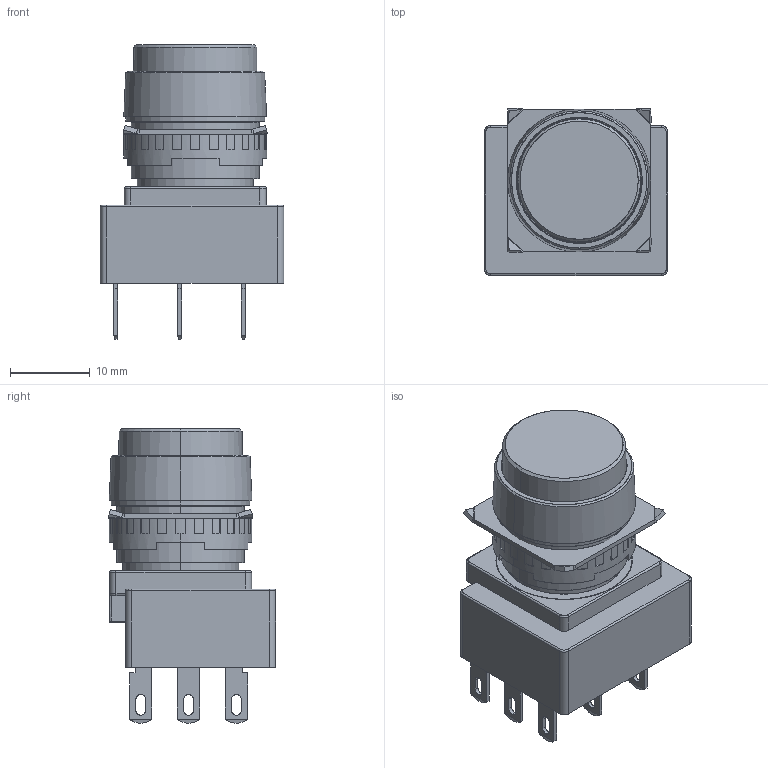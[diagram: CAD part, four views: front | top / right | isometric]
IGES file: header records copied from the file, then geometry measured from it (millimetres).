
Start section: SolidWorks IGES file using analytic representation for surfaces
Global section: file name: 21_LB1B-[M][A]1T[3][7]$.IGS; native system: SolidWorks 2019; preprocessor: SolidWorks 2019; author: 1003660; date: 200925.091417; units: millimetre
Bounding box: 23 x 20.93 x 36.9 mm (x, y, z)
Surface area: 5496.1 mm2 (no closed solid volume)
Topology: 0 solids, 0 shells, 438 faces, 3676 edges, 3670 vertices
Faces by surface type: bspline 274, revolution 164
